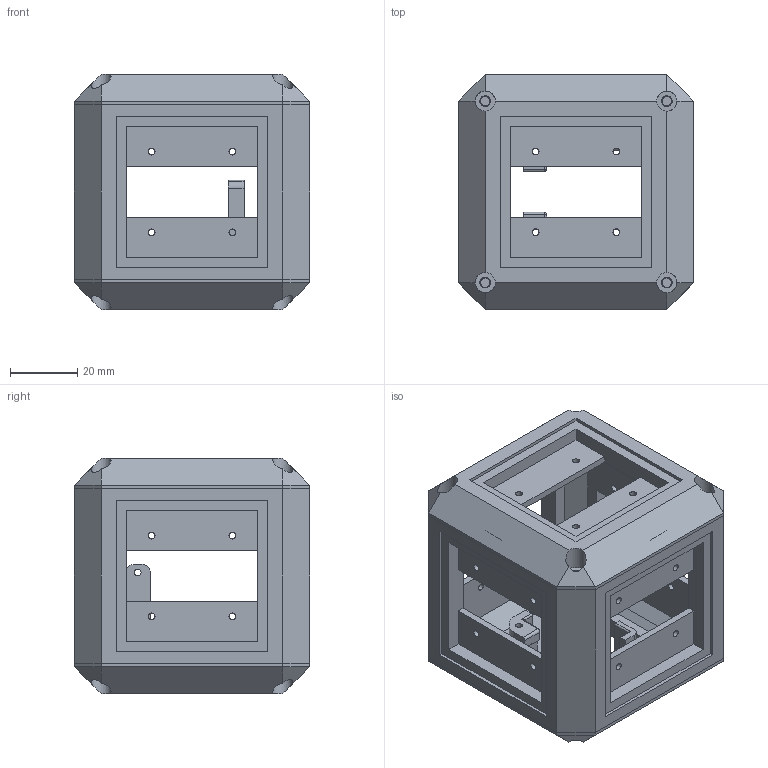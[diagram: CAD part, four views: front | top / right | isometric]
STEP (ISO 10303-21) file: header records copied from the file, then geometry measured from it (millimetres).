
FILE_DESCRIPTION(('HOOPS Exchange Step'),'2;1');
FILE_NAME('temp_export','2022-01-11T12:32:43+01:00',('mobile'),('Shapr3D Limited'),'HOOPS Exchange 2021.2','Shapr3D','Authorized');
FILE_SCHEMA( ('AP203_CONFIGURATION_CONTROLLED_3D_DESIGN_OF_MECHANICAL_PARTS_AND_ASSEMBLIES_MIM_LF') );
Length unit declared in the file: millimetre
Products named in the file (5): top; middle; bottom; Cube3; 91202642-8593-47BC-A16C-0E41B74C4334.tmp
Assembly tree (4 placements, depth 3):
  91202642-8593-47BC-A16C-0E41B74C4334.tmp
    Cube3
      top
      middle
      bottom
Bounding box: 70 x 70 x 70 mm (x, y, z)
Volume: 95919.2 mm3; surface area: 56041.5 mm2
Topology: 3 solids, 3 shells, 410 faces, 1110 edges, 735 vertices
Faces by surface type: plane 311, cylinder 96, bspline 2, torus 1
Full cylindrical faces by diameter (mm): 1.6 x2, 2 x26, 2.8 x8, 3.2 x8, 6 x8
Entity records: 13400 total; most frequent: CARTESIAN_POINT 2544, ORIENTED_EDGE 2218, DIRECTION 2196, EDGE_CURVE 1109, VECTOR 842, LINE 842, VERTEX_POINT 735, AXIS2_PLACEMENT_3D 677
